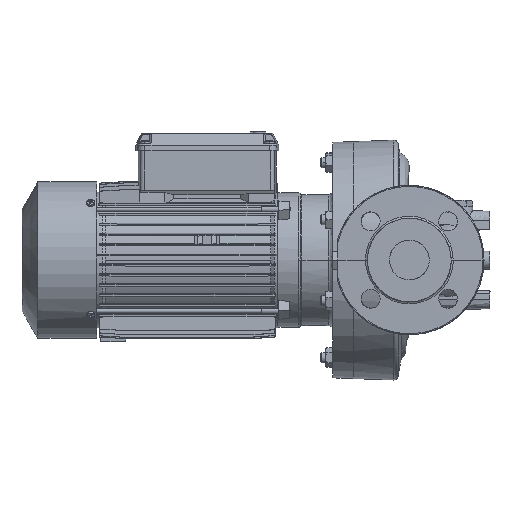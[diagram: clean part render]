
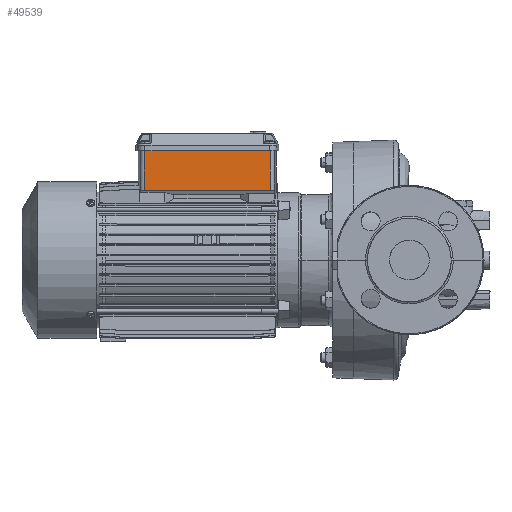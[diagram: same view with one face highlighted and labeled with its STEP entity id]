
A CAD part, left-side view. The second image highlights one B-rep face of the part: STEP entity #49539.
In plain terms, the highlighted planar face has unit normal (-1, 0, 0).
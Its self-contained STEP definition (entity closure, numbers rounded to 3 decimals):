
#11058 = DIRECTION ( 'NONE',  ( 0., 1., 0. ) ) ;
#14184 = CARTESIAN_POINT ( 'NONE',  ( -48.593, 120.162, 247.535 ) ) ;
#16699 = VECTOR ( 'NONE', #130440, 1000. ) ;
#23500 = FACE_OUTER_BOUND ( 'NONE', #87244, .T. ) ;
#28660 = LINE ( 'NONE', #124685, #96740 ) ;
#30839 = CARTESIAN_POINT ( 'NONE',  ( -48.593, 113.818, 205.535 ) ) ;
#33023 = LINE ( 'NONE', #140494, #16699 ) ;
#33248 = CARTESIAN_POINT ( 'NONE',  ( -48.593, 136.774, 245.535 ) ) ;
#45462 = EDGE_CURVE ( 'NONE', #73450, #80541, #101813, .T. ) ;
#49539 = ADVANCED_FACE ( 'NONE', ( #23500 ), #55708, .F. ) ;
#55708 = PLANE ( 'NONE',  #89942 ) ;
#55998 = DIRECTION ( 'NONE',  ( 0., 0., -1. ) ) ;
#57834 = DIRECTION ( 'NONE',  ( 1., 0., 0. ) ) ;
#60410 = ORIENTED_EDGE ( 'NONE', *, *, #129499, .F. ) ;
#64889 = VERTEX_POINT ( 'NONE', #101616 ) ;
#73450 = VERTEX_POINT ( 'NONE', #124668 ) ;
#73860 = ORIENTED_EDGE ( 'NONE', *, *, #128891, .T. ) ;
#80541 = VERTEX_POINT ( 'NONE', #141704 ) ;
#81895 = EDGE_CURVE ( 'NONE', #122994, #80541, #33023, .T. ) ;
#85236 = ORIENTED_EDGE ( 'NONE', *, *, #81895, .T. ) ;
#87244 = EDGE_LOOP ( 'NONE', ( #118388, #73860, #60410, #85236 ) ) ;
#88363 = LINE ( 'NONE', #33248, #92152 ) ;
#89942 = AXIS2_PLACEMENT_3D ( 'NONE', #14184, #57834, #134495 ) ;
#91076 = CARTESIAN_POINT ( 'NONE',  ( -48.593, -13.07, 204.863 ) ) ;
#92152 = VECTOR ( 'NONE', #11058, 1000. ) ;
#96740 = VECTOR ( 'NONE', #103168, 1000. ) ;
#101616 = CARTESIAN_POINT ( 'NONE',  ( -48.593, 113.818, 245.535 ) ) ;
#101813 = LINE ( 'NONE', #91076, #119616 ) ;
#103168 = DIRECTION ( 'NONE',  ( 0., 0., 1. ) ) ;
#118388 = ORIENTED_EDGE ( 'NONE', *, *, #45462, .F. ) ;
#119616 = VECTOR ( 'NONE', #55998, 1000. ) ;
#122994 = VERTEX_POINT ( 'NONE', #30839 ) ;
#124668 = CARTESIAN_POINT ( 'NONE',  ( -48.593, -13.07, 245.535 ) ) ;
#124685 = CARTESIAN_POINT ( 'NONE',  ( -48.593, 113.818, 245.535 ) ) ;
#128891 = EDGE_CURVE ( 'NONE', #73450, #64889, #88363, .T. ) ;
#129499 = EDGE_CURVE ( 'NONE', #122994, #64889, #28660, .T. ) ;
#130440 = DIRECTION ( 'NONE',  ( 0., -1., 0. ) ) ;
#134495 = DIRECTION ( 'NONE',  ( 0., 0., -1. ) ) ;
#140494 = CARTESIAN_POINT ( 'NONE',  ( -48.593, -33.028, 205.535 ) ) ;
#141704 = CARTESIAN_POINT ( 'NONE',  ( -48.593, -13.07, 205.535 ) ) ;
